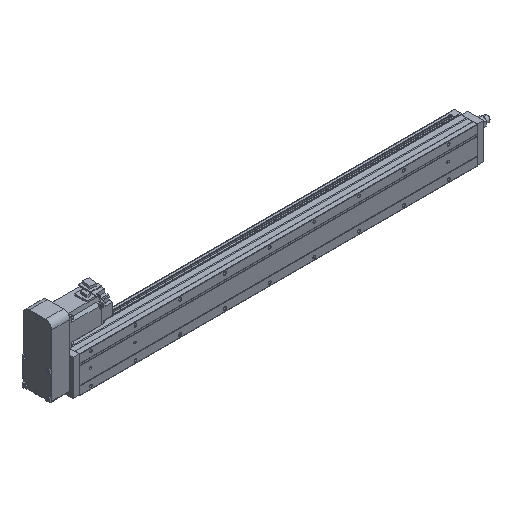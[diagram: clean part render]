
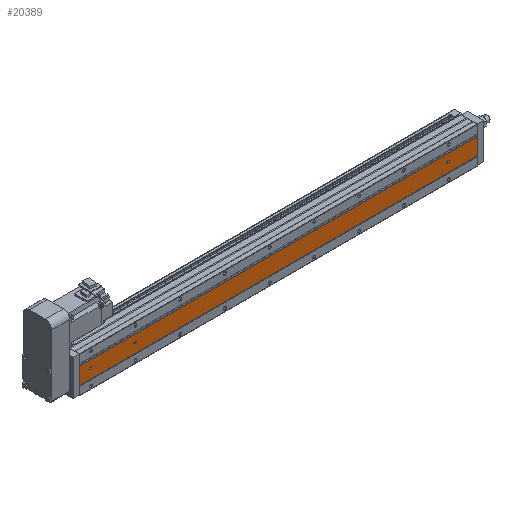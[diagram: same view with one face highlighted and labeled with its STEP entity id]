
A CAD part, isometric view. The second image highlights one B-rep face of the part: STEP entity #20389.
In plain terms, the highlighted planar face has unit normal (0, -1, 0).
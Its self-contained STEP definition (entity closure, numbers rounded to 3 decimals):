
#298 = CARTESIAN_POINT ( 'NONE',  ( 0., 1., -21. ) ) ;
#437 = ORIENTED_EDGE ( 'NONE', *, *, #4197, .F. ) ;
#752 = CARTESIAN_POINT ( 'NONE',  ( 826., 1., 2.5 ) ) ;
#1095 = DIRECTION ( 'NONE',  ( 0., 0., 1. ) ) ;
#1252 = AXIS2_PLACEMENT_3D ( 'NONE', #4506, #15185, #15332 ) ;
#1748 = DIRECTION ( 'NONE',  ( -1., 0., 0. ) ) ;
#1938 = DIRECTION ( 'NONE',  ( 0., 0., 1. ) ) ;
#2148 = VECTOR ( 'NONE', #11362, 1000. ) ;
#2210 = FACE_BOUND ( 'NONE', #4837, .T. ) ;
#3129 = DIRECTION ( 'NONE',  ( 0., 0., 1. ) ) ;
#3293 = ORIENTED_EDGE ( 'NONE', *, *, #5772, .F. ) ;
#3345 = DIRECTION ( 'NONE',  ( 0., 0., -1. ) ) ;
#3791 = DIRECTION ( 'NONE',  ( 1., 0., 0. ) ) ;
#4197 = EDGE_CURVE ( 'NONE', #8698, #28515, #20808, .T. ) ;
#4348 = CARTESIAN_POINT ( 'NONE',  ( 25., 1., 0. ) ) ;
#4447 = CARTESIAN_POINT ( 'NONE',  ( 890., 1., 16.4 ) ) ;
#4506 = CARTESIAN_POINT ( 'NONE',  ( 890., 1., 16.4 ) ) ;
#4545 = EDGE_CURVE ( 'NONE', #23730, #24334, #27554, .T. ) ;
#4837 = EDGE_LOOP ( 'NONE', ( #27488, #437, #7575, #3293 ) ) ;
#5772 = EDGE_CURVE ( 'NONE', #27800, #7809, #8174, .T. ) ;
#6244 = CARTESIAN_POINT ( 'NONE',  ( 125., 1., 0. ) ) ;
#6398 = DIRECTION ( 'NONE',  ( 0., -1., 0. ) ) ;
#6497 = VECTOR ( 'NONE', #17761, 1000. ) ;
#6775 = CIRCLE ( 'NONE', #8609, 2.5 ) ;
#7571 = CARTESIAN_POINT ( 'NONE',  ( 826., 1., 0. ) ) ;
#7575 = ORIENTED_EDGE ( 'NONE', *, *, #12497, .F. ) ;
#7809 = VERTEX_POINT ( 'NONE', #752 ) ;
#7945 = CARTESIAN_POINT ( 'NONE',  ( 0., 1., 16.4 ) ) ;
#8174 = CIRCLE ( 'NONE', #27987, 2.5 ) ;
#8251 = DIRECTION ( 'NONE',  ( -1., 0., 0. ) ) ;
#8369 = ORIENTED_EDGE ( 'NONE', *, *, #23926, .F. ) ;
#8429 = CARTESIAN_POINT ( 'NONE',  ( 25., 1., 0. ) ) ;
#8609 = AXIS2_PLACEMENT_3D ( 'NONE', #6244, #22103, #1938 ) ;
#8698 = VERTEX_POINT ( 'NONE', #25429 ) ;
#8783 = CARTESIAN_POINT ( 'NONE',  ( 890., 1., 16.4 ) ) ;
#8824 = EDGE_LOOP ( 'NONE', ( #18837, #23085 ) ) ;
#8978 = CARTESIAN_POINT ( 'NONE',  ( 125., 1., -2.5 ) ) ;
#9126 = DIRECTION ( 'NONE',  ( 0., 0., 1. ) ) ;
#9134 = VERTEX_POINT ( 'NONE', #4447 ) ;
#9168 = VERTEX_POINT ( 'NONE', #15830 ) ;
#9245 = EDGE_CURVE ( 'NONE', #9134, #23730, #20546, .T. ) ;
#9613 = CARTESIAN_POINT ( 'NONE',  ( 824., 1., 0. ) ) ;
#10274 = EDGE_CURVE ( 'NONE', #11235, #26974, #12317, .T. ) ;
#10713 = LINE ( 'NONE', #12867, #15639 ) ;
#10944 = ORIENTED_EDGE ( 'NONE', *, *, #10274, .F. ) ;
#11235 = VERTEX_POINT ( 'NONE', #20957 ) ;
#11291 = EDGE_CURVE ( 'NONE', #28515, #27800, #10713, .T. ) ;
#11362 = DIRECTION ( 'NONE',  ( -1., 0., 0. ) ) ;
#11729 = CARTESIAN_POINT ( 'NONE',  ( 890., 1., 16.4 ) ) ;
#11985 = CIRCLE ( 'NONE', #22104, 2.5 ) ;
#12317 = CIRCLE ( 'NONE', #24280, 2.5 ) ;
#12497 = EDGE_CURVE ( 'NONE', #7809, #8698, #23682, .T. ) ;
#12867 = CARTESIAN_POINT ( 'NONE',  ( 890., 1., -2.5 ) ) ;
#12874 = CARTESIAN_POINT ( 'NONE',  ( 890., 1., 2.5 ) ) ;
#13047 = DIRECTION ( 'NONE',  ( 0., 0., 1. ) ) ;
#13339 = CARTESIAN_POINT ( 'NONE',  ( 125., 1., 2.5 ) ) ;
#13669 = CARTESIAN_POINT ( 'NONE',  ( 826., 1., -2.5 ) ) ;
#13981 = DIRECTION ( 'NONE',  ( 0., -1., 0. ) ) ;
#14350 = AXIS2_PLACEMENT_3D ( 'NONE', #9613, #18396, #3129 ) ;
#14812 = VECTOR ( 'NONE', #3345, 1000. ) ;
#14912 = DIRECTION ( 'NONE',  ( 0., -1., 0. ) ) ;
#15185 = DIRECTION ( 'NONE',  ( 0., 1., 0. ) ) ;
#15332 = DIRECTION ( 'NONE',  ( 1., 0., 0. ) ) ;
#15350 = EDGE_CURVE ( 'NONE', #26974, #11235, #17946, .T. ) ;
#15425 = EDGE_CURVE ( 'NONE', #18793, #23985, #11985, .T. ) ;
#15459 = FACE_BOUND ( 'NONE', #18541, .T. ) ;
#15639 = VECTOR ( 'NONE', #3791, 1000. ) ;
#15830 = CARTESIAN_POINT ( 'NONE',  ( 890., 1., -21. ) ) ;
#16357 = DIRECTION ( 'NONE',  ( 0., -1., 0. ) ) ;
#17436 = CARTESIAN_POINT ( 'NONE',  ( 890., 1., -21. ) ) ;
#17743 = DIRECTION ( 'NONE',  ( 0., 0., 1. ) ) ;
#17761 = DIRECTION ( 'NONE',  ( 0., 0., -1. ) ) ;
#17946 = CIRCLE ( 'NONE', #26710, 2.5 ) ;
#18396 = DIRECTION ( 'NONE',  ( 0., -1., 0. ) ) ;
#18541 = EDGE_LOOP ( 'NONE', ( #10944, #22933 ) ) ;
#18624 = CARTESIAN_POINT ( 'NONE',  ( 25., 1., 2.5 ) ) ;
#18793 = VERTEX_POINT ( 'NONE', #13339 ) ;
#18837 = ORIENTED_EDGE ( 'NONE', *, *, #20349, .F. ) ;
#19514 = FACE_BOUND ( 'NONE', #8824, .T. ) ;
#20349 = EDGE_CURVE ( 'NONE', #23985, #18793, #6775, .T. ) ;
#20389 = ADVANCED_FACE ( 'NONE', ( #26422, #2210, #15459, #19514 ), #23829, .F. ) ;
#20546 = LINE ( 'NONE', #8783, #2148 ) ;
#20770 = VECTOR ( 'NONE', #1748, 1000. ) ;
#20808 = CIRCLE ( 'NONE', #14350, 2.5 ) ;
#20957 = CARTESIAN_POINT ( 'NONE',  ( 25., 1., -2.5 ) ) ;
#22103 = DIRECTION ( 'NONE',  ( 0., -1., 0. ) ) ;
#22104 = AXIS2_PLACEMENT_3D ( 'NONE', #26139, #6398, #9126 ) ;
#22933 = ORIENTED_EDGE ( 'NONE', *, *, #15350, .F. ) ;
#23085 = ORIENTED_EDGE ( 'NONE', *, *, #15425, .F. ) ;
#23682 = LINE ( 'NONE', #12874, #25348 ) ;
#23726 = CARTESIAN_POINT ( 'NONE',  ( 824., 1., -2.5 ) ) ;
#23730 = VERTEX_POINT ( 'NONE', #23827 ) ;
#23745 = ORIENTED_EDGE ( 'NONE', *, *, #4545, .T. ) ;
#23827 = CARTESIAN_POINT ( 'NONE',  ( 0., 1., 16.4 ) ) ;
#23829 = PLANE ( 'NONE',  #1252 ) ;
#23926 = EDGE_CURVE ( 'NONE', #9134, #9168, #24988, .T. ) ;
#23985 = VERTEX_POINT ( 'NONE', #8978 ) ;
#24280 = AXIS2_PLACEMENT_3D ( 'NONE', #4348, #13981, #17743 ) ;
#24334 = VERTEX_POINT ( 'NONE', #298 ) ;
#24796 = EDGE_CURVE ( 'NONE', #9168, #24334, #28134, .T. ) ;
#24988 = LINE ( 'NONE', #11729, #6497 ) ;
#25231 = EDGE_LOOP ( 'NONE', ( #23745, #26338, #8369, #26696 ) ) ;
#25348 = VECTOR ( 'NONE', #8251, 1000. ) ;
#25429 = CARTESIAN_POINT ( 'NONE',  ( 824., 1., 2.5 ) ) ;
#26139 = CARTESIAN_POINT ( 'NONE',  ( 125., 1., 0. ) ) ;
#26338 = ORIENTED_EDGE ( 'NONE', *, *, #24796, .F. ) ;
#26422 = FACE_OUTER_BOUND ( 'NONE', #25231, .T. ) ;
#26696 = ORIENTED_EDGE ( 'NONE', *, *, #9245, .T. ) ;
#26710 = AXIS2_PLACEMENT_3D ( 'NONE', #8429, #14912, #13047 ) ;
#26974 = VERTEX_POINT ( 'NONE', #18624 ) ;
#27488 = ORIENTED_EDGE ( 'NONE', *, *, #11291, .F. ) ;
#27554 = LINE ( 'NONE', #7945, #14812 ) ;
#27800 = VERTEX_POINT ( 'NONE', #13669 ) ;
#27987 = AXIS2_PLACEMENT_3D ( 'NONE', #7571, #16357, #1095 ) ;
#28134 = LINE ( 'NONE', #17436, #20770 ) ;
#28515 = VERTEX_POINT ( 'NONE', #23726 ) ;
